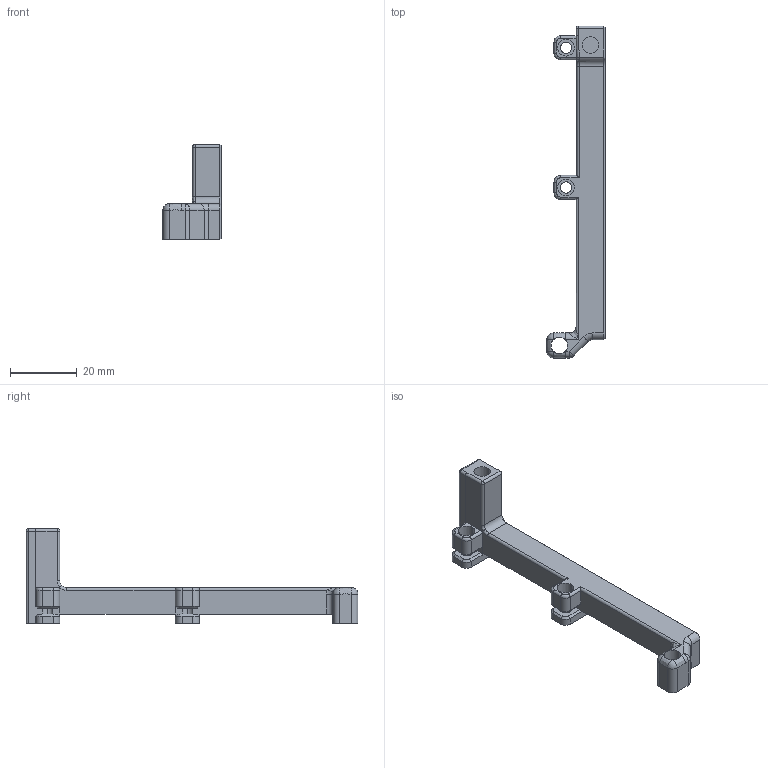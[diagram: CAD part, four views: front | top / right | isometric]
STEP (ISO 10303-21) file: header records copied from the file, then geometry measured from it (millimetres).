
FILE_DESCRIPTION (( 'STEP AP214' ), '1' );
FILE_NAME ('MirrorPSU clip-R^psu_octopus_spider_and_pi_mount.STEP', '2021-09-04T11:24:40', ( '' ), ( '' ), 'SwSTEP 2.0', 'SolidWorks 2021', '' );
FILE_SCHEMA (( 'AUTOMOTIVE_DESIGN' ));
Length unit declared in the file: millimetre
Products named in the file (1): MirrorPSU clip-R^psu_octopus_spider_and_pi_mount
Bounding box: 17.5 x 99.75 x 28.5 mm (x, y, z)
Volume: 9538.7 mm3; surface area: 5346.1 mm2
Topology: 1 solids, 1 shells, 146 faces, 367 edges, 217 vertices
Faces by surface type: plane 69, cylinder 44, cone 16, torus 7, bspline 5, sphere 5
Entity records: 4532 total; most frequent: CARTESIAN_POINT 994, DIRECTION 752, ORIENTED_EDGE 726, EDGE_CURVE 363, AXIS2_PLACEMENT_3D 261, VECTOR 230, LINE 230, VERTEX_POINT 217
